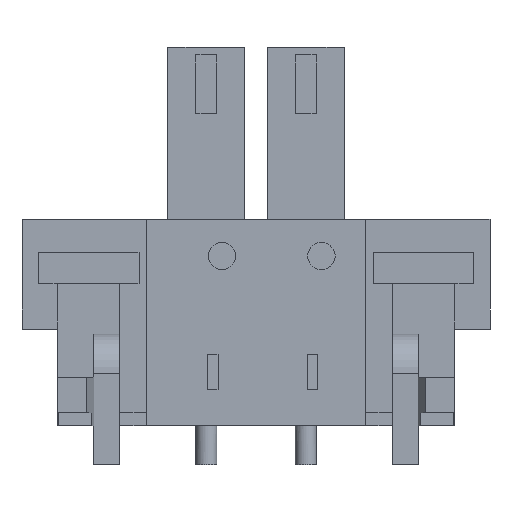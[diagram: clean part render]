
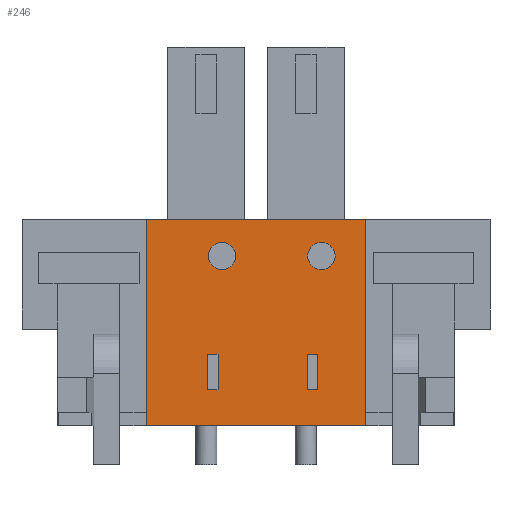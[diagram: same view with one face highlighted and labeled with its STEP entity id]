
A CAD part, front view. The second image highlights one B-rep face of the part: STEP entity #246.
In plain terms, the highlighted planar face has unit normal (0, -1, 0).
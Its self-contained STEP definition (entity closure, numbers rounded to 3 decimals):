
#122=AXIS2_PLACEMENT_3D('Plane Axis2P3D',#119,#120,#121) ;
#144=AXIS2_PLACEMENT_3D('Circle Axis2P3D',#142,#143,$) ;
#153=AXIS2_PLACEMENT_3D('Circle Axis2P3D',#151,#152,$) ;
#196=AXIS2_PLACEMENT_3D('Circle Axis2P3D',#194,#195,$) ;
#205=AXIS2_PLACEMENT_3D('Circle Axis2P3D',#203,#204,$) ;
#40=CARTESIAN_POINT('Vertex',(4.755,0.,1.5)) ;
#45=CARTESIAN_POINT('Line Origine',(4.755,0.,5.45)) ;
#49=CARTESIAN_POINT('Vertex',(4.755,0.,9.4)) ;
#92=CARTESIAN_POINT('Line Origine',(8.96,0.,1.5)) ;
#96=CARTESIAN_POINT('Vertex',(13.165,0.,1.5)) ;
#119=CARTESIAN_POINT('Axis2P3D Location',(20.785,0.,9.4)) ;
#124=CARTESIAN_POINT('Line Origine',(8.96,0.,9.4)) ;
#128=CARTESIAN_POINT('Vertex',(13.165,0.,9.4)) ;
#131=CARTESIAN_POINT('Line Origine',(13.165,0.,5.45)) ;
#142=CARTESIAN_POINT('Axis2P3D Location',(11.465,0.,8.)) ;
#146=CARTESIAN_POINT('Vertex',(10.94,0.,8.)) ;
#148=CARTESIAN_POINT('Vertex',(11.99,0.,8.)) ;
#151=CARTESIAN_POINT('Axis2P3D Location',(11.465,0.,8.)) ;
#160=CARTESIAN_POINT('Line Origine',(10.915,0.,3.558)) ;
#164=CARTESIAN_POINT('Vertex',(10.915,0.,4.232)) ;
#166=CARTESIAN_POINT('Vertex',(10.915,0.,2.883)) ;
#169=CARTESIAN_POINT('Line Origine',(11.115,0.,4.232)) ;
#173=CARTESIAN_POINT('Vertex',(11.315,0.,4.232)) ;
#176=CARTESIAN_POINT('Line Origine',(11.315,0.,3.557)) ;
#180=CARTESIAN_POINT('Vertex',(11.315,0.,2.883)) ;
#183=CARTESIAN_POINT('Line Origine',(11.115,0.,2.883)) ;
#194=CARTESIAN_POINT('Axis2P3D Location',(7.655,0.,8.)) ;
#198=CARTESIAN_POINT('Vertex',(7.13,0.,8.)) ;
#200=CARTESIAN_POINT('Vertex',(8.18,0.,8.)) ;
#203=CARTESIAN_POINT('Axis2P3D Location',(7.655,0.,8.)) ;
#212=CARTESIAN_POINT('Line Origine',(7.305,0.,2.883)) ;
#216=CARTESIAN_POINT('Vertex',(7.105,0.,2.883)) ;
#218=CARTESIAN_POINT('Vertex',(7.505,0.,2.883)) ;
#221=CARTESIAN_POINT('Line Origine',(7.105,0.,3.558)) ;
#225=CARTESIAN_POINT('Vertex',(7.105,0.,4.232)) ;
#228=CARTESIAN_POINT('Line Origine',(7.305,0.,4.232)) ;
#232=CARTESIAN_POINT('Vertex',(7.505,0.,4.232)) ;
#235=CARTESIAN_POINT('Line Origine',(7.505,0.,3.557)) ;
#46=DIRECTION('Vector Direction',(0.,0.,-1.)) ;
#93=DIRECTION('Vector Direction',(-1.,0.,0.)) ;
#120=DIRECTION('Axis2P3D Direction',(0.,-1.,0.)) ;
#121=DIRECTION('Axis2P3D XDirection',(-1.,0.,0.)) ;
#125=DIRECTION('Vector Direction',(-1.,0.,0.)) ;
#132=DIRECTION('Vector Direction',(0.,0.,-1.)) ;
#143=DIRECTION('Axis2P3D Direction',(0.,-1.,0.)) ;
#152=DIRECTION('Axis2P3D Direction',(0.,-1.,0.)) ;
#161=DIRECTION('Vector Direction',(0.,0.,-1.)) ;
#170=DIRECTION('Vector Direction',(1.,0.,0.)) ;
#177=DIRECTION('Vector Direction',(0.,0.,1.)) ;
#184=DIRECTION('Vector Direction',(1.,0.,0.)) ;
#195=DIRECTION('Axis2P3D Direction',(0.,-1.,0.)) ;
#204=DIRECTION('Axis2P3D Direction',(0.,-1.,0.)) ;
#213=DIRECTION('Vector Direction',(1.,0.,0.)) ;
#222=DIRECTION('Vector Direction',(0.,0.,-1.)) ;
#229=DIRECTION('Vector Direction',(1.,0.,0.)) ;
#236=DIRECTION('Vector Direction',(0.,0.,1.)) ;
#47=VECTOR('Line Direction',#46,1.) ;
#94=VECTOR('Line Direction',#93,1.) ;
#126=VECTOR('Line Direction',#125,1.) ;
#133=VECTOR('Line Direction',#132,1.) ;
#162=VECTOR('Line Direction',#161,1.) ;
#171=VECTOR('Line Direction',#170,1.) ;
#178=VECTOR('Line Direction',#177,1.) ;
#185=VECTOR('Line Direction',#184,1.) ;
#214=VECTOR('Line Direction',#213,1.) ;
#223=VECTOR('Line Direction',#222,1.) ;
#230=VECTOR('Line Direction',#229,1.) ;
#237=VECTOR('Line Direction',#236,1.) ;
#137=ORIENTED_EDGE('',*,*,#130,.F.) ;
#138=ORIENTED_EDGE('',*,*,#51,.T.) ;
#139=ORIENTED_EDGE('',*,*,#98,.F.) ;
#140=ORIENTED_EDGE('',*,*,#135,.F.) ;
#157=ORIENTED_EDGE('',*,*,#150,.F.) ;
#158=ORIENTED_EDGE('',*,*,#155,.F.) ;
#189=ORIENTED_EDGE('',*,*,#168,.F.) ;
#190=ORIENTED_EDGE('',*,*,#175,.F.) ;
#191=ORIENTED_EDGE('',*,*,#182,.F.) ;
#192=ORIENTED_EDGE('',*,*,#187,.F.) ;
#209=ORIENTED_EDGE('',*,*,#202,.F.) ;
#210=ORIENTED_EDGE('',*,*,#207,.F.) ;
#241=ORIENTED_EDGE('',*,*,#220,.F.) ;
#242=ORIENTED_EDGE('',*,*,#227,.F.) ;
#243=ORIENTED_EDGE('',*,*,#234,.F.) ;
#244=ORIENTED_EDGE('',*,*,#239,.F.) ;
#159=FACE_BOUND('',#156,.T.) ;
#193=FACE_BOUND('',#188,.T.) ;
#211=FACE_BOUND('',#208,.T.) ;
#245=FACE_BOUND('',#240,.T.) ;
#246=ADVANCED_FACE('HOUSING',(#141,#159,#193,#211,#245),#123,.T.) ;
#145=CIRCLE('generated circle',#144,0.525) ;
#154=CIRCLE('generated circle',#153,0.525) ;
#197=CIRCLE('generated circle',#196,0.525) ;
#206=CIRCLE('generated circle',#205,0.525) ;
#51=EDGE_CURVE('',#50,#41,#48,.T.) ;
#98=EDGE_CURVE('',#97,#41,#95,.T.) ;
#130=EDGE_CURVE('',#50,#129,#127,.F.) ;
#135=EDGE_CURVE('',#129,#97,#134,.T.) ;
#150=EDGE_CURVE('',#147,#149,#145,.T.) ;
#155=EDGE_CURVE('',#149,#147,#154,.T.) ;
#168=EDGE_CURVE('',#165,#167,#163,.T.) ;
#175=EDGE_CURVE('',#174,#165,#172,.F.) ;
#182=EDGE_CURVE('',#181,#174,#179,.T.) ;
#187=EDGE_CURVE('',#167,#181,#186,.T.) ;
#202=EDGE_CURVE('',#199,#201,#197,.T.) ;
#207=EDGE_CURVE('',#201,#199,#206,.T.) ;
#220=EDGE_CURVE('',#217,#219,#215,.T.) ;
#227=EDGE_CURVE('',#226,#217,#224,.T.) ;
#234=EDGE_CURVE('',#233,#226,#231,.F.) ;
#239=EDGE_CURVE('',#219,#233,#238,.T.) ;
#136=EDGE_LOOP('',(#137,#138,#139,#140)) ;
#156=EDGE_LOOP('',(#157,#158)) ;
#188=EDGE_LOOP('',(#189,#190,#191,#192)) ;
#208=EDGE_LOOP('',(#209,#210)) ;
#240=EDGE_LOOP('',(#241,#242,#243,#244)) ;
#141=FACE_OUTER_BOUND('',#136,.T.) ;
#48=LINE('Line',#45,#47) ;
#95=LINE('Line',#92,#94) ;
#127=LINE('Line',#124,#126) ;
#134=LINE('Line',#131,#133) ;
#163=LINE('Line',#160,#162) ;
#172=LINE('Line',#169,#171) ;
#179=LINE('Line',#176,#178) ;
#186=LINE('Line',#183,#185) ;
#215=LINE('Line',#212,#214) ;
#224=LINE('Line',#221,#223) ;
#231=LINE('Line',#228,#230) ;
#238=LINE('Line',#235,#237) ;
#123=PLANE('',#122) ;
#41=VERTEX_POINT('',#40) ;
#50=VERTEX_POINT('',#49) ;
#97=VERTEX_POINT('',#96) ;
#129=VERTEX_POINT('',#128) ;
#147=VERTEX_POINT('',#146) ;
#149=VERTEX_POINT('',#148) ;
#165=VERTEX_POINT('',#164) ;
#167=VERTEX_POINT('',#166) ;
#174=VERTEX_POINT('',#173) ;
#181=VERTEX_POINT('',#180) ;
#199=VERTEX_POINT('',#198) ;
#201=VERTEX_POINT('',#200) ;
#217=VERTEX_POINT('',#216) ;
#219=VERTEX_POINT('',#218) ;
#226=VERTEX_POINT('',#225) ;
#233=VERTEX_POINT('',#232) ;
